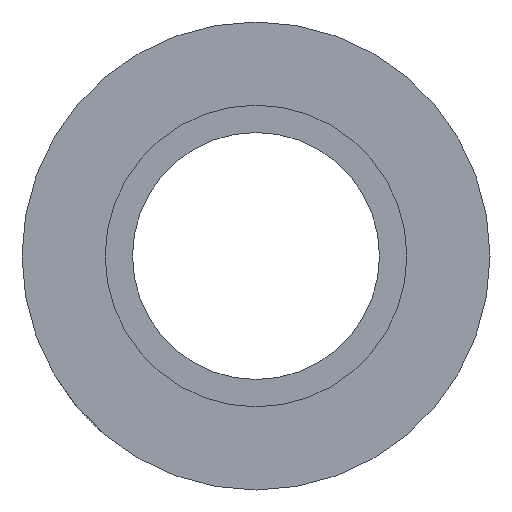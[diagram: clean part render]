
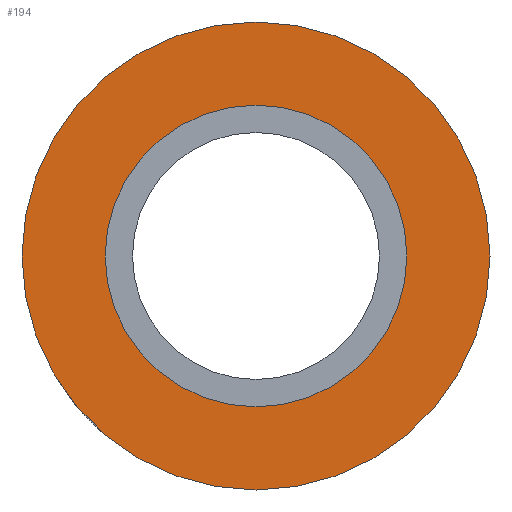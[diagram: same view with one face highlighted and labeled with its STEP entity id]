
A CAD part, front view. The second image highlights one B-rep face of the part: STEP entity #194.
In plain terms, the highlighted planar face has unit normal (0, -1, 0).
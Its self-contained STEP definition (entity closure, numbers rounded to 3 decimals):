
#4 = ORIENTED_EDGE ( 'NONE', *, *, #1161, .T. ) ;
#30 = EDGE_CURVE ( 'NONE', #264, #787, #319, .T. ) ;
#92 = PLANE ( 'NONE',  #616 ) ;
#119 = CARTESIAN_POINT ( 'NONE',  ( 0., -4.003, -11.35 ) ) ;
#146 = CARTESIAN_POINT ( 'NONE',  ( 0., -4.003, 0. ) ) ;
#150 = VERTEX_POINT ( 'NONE', #1043 ) ;
#156 = AXIS2_PLACEMENT_3D ( 'NONE', #146, #983, #990 ) ;
#160 = FACE_BOUND ( 'NONE', #772, .T. ) ;
#162 = ORIENTED_EDGE ( 'NONE', *, *, #1207, .F. ) ;
#176 = CARTESIAN_POINT ( 'NONE',  ( -18., -4.003, 0. ) ) ;
#194 = ADVANCED_FACE ( 'NONE', ( #160, #395 ), #92, .F. ) ;
#252 = VERTEX_POINT ( 'NONE', #388 ) ;
#264 = VERTEX_POINT ( 'NONE', #119 ) ;
#279 = CARTESIAN_POINT ( 'NONE',  ( 0., -4.003, 0. ) ) ;
#319 = CIRCLE ( 'NONE', #653, 11.35 ) ;
#330 = DIRECTION ( 'NONE',  ( 0., -1., 0. ) ) ;
#388 = CARTESIAN_POINT ( 'NONE',  ( 0., -4.003, 18. ) ) ;
#392 = AXIS2_PLACEMENT_3D ( 'NONE', #1175, #330, #1089 ) ;
#395 = FACE_OUTER_BOUND ( 'NONE', #1141, .T. ) ;
#506 = ORIENTED_EDGE ( 'NONE', *, *, #30, .F. ) ;
#547 = CARTESIAN_POINT ( 'NONE',  ( 0., -4.003, 0. ) ) ;
#616 = AXIS2_PLACEMENT_3D ( 'NONE', #176, #1090, #793 ) ;
#618 = CIRCLE ( 'NONE', #392, 11.35 ) ;
#653 = AXIS2_PLACEMENT_3D ( 'NONE', #279, #840, #845 ) ;
#772 = EDGE_LOOP ( 'NONE', ( #506, #162 ) ) ;
#787 = VERTEX_POINT ( 'NONE', #956 ) ;
#793 = DIRECTION ( 'NONE',  ( 0., 0., 1. ) ) ;
#810 = CIRCLE ( 'NONE', #921, 18. ) ;
#826 = ORIENTED_EDGE ( 'NONE', *, *, #1009, .T. ) ;
#840 = DIRECTION ( 'NONE',  ( 0., -1., 0. ) ) ;
#845 = DIRECTION ( 'NONE',  ( 0., 0., -1. ) ) ;
#921 = AXIS2_PLACEMENT_3D ( 'NONE', #547, #1113, #1020 ) ;
#956 = CARTESIAN_POINT ( 'NONE',  ( 0., -4.003, 11.35 ) ) ;
#983 = DIRECTION ( 'NONE',  ( 0., -1., 0. ) ) ;
#990 = DIRECTION ( 'NONE',  ( 0., 0., -1. ) ) ;
#1009 = EDGE_CURVE ( 'NONE', #252, #150, #810, .T. ) ;
#1020 = DIRECTION ( 'NONE',  ( 0., 0., -1. ) ) ;
#1043 = CARTESIAN_POINT ( 'NONE',  ( 0., -4.003, -18. ) ) ;
#1067 = CIRCLE ( 'NONE', #156, 18. ) ;
#1089 = DIRECTION ( 'NONE',  ( 0., 0., -1. ) ) ;
#1090 = DIRECTION ( 'NONE',  ( 0., 1., 0. ) ) ;
#1113 = DIRECTION ( 'NONE',  ( 0., -1., 0. ) ) ;
#1141 = EDGE_LOOP ( 'NONE', ( #4, #826 ) ) ;
#1161 = EDGE_CURVE ( 'NONE', #150, #252, #1067, .T. ) ;
#1175 = CARTESIAN_POINT ( 'NONE',  ( 0., -4.003, 0. ) ) ;
#1207 = EDGE_CURVE ( 'NONE', #787, #264, #618, .T. ) ;
